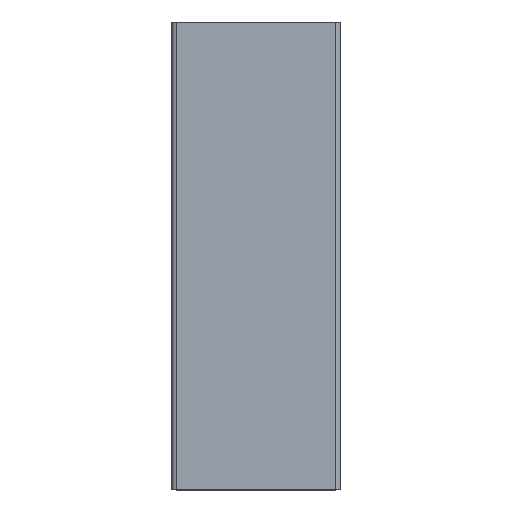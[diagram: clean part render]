
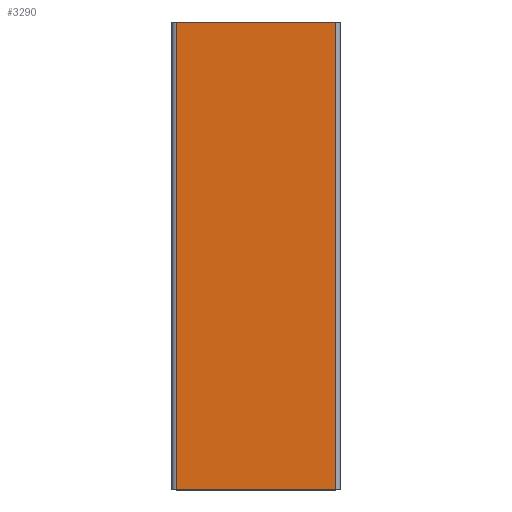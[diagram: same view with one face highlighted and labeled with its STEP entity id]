
A CAD part, top view. The second image highlights one B-rep face of the part: STEP entity #3290.
In plain terms, the highlighted planar face has unit normal (0, 0, 1).
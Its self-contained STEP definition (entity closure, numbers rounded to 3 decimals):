
#308=FACE_OUTER_BOUND('',#467,.T.);
#467=EDGE_LOOP('',(#2686,#2687,#2688,#2689));
#886=LINE('',#5333,#1281);
#887=LINE('',#5336,#1282);
#888=LINE('',#5338,#1283);
#889=LINE('',#5339,#1284);
#1281=VECTOR('',#4384,10.);
#1282=VECTOR('',#4387,10.);
#1283=VECTOR('',#4388,10.);
#1284=VECTOR('',#4389,10.);
#1595=VERTEX_POINT('',#5329);
#1596=VERTEX_POINT('',#5331);
#1597=VERTEX_POINT('',#5335);
#1598=VERTEX_POINT('',#5337);
#2062=EDGE_CURVE('',#1595,#1596,#886,.T.);
#2063=EDGE_CURVE('',#1595,#1597,#887,.T.);
#2064=EDGE_CURVE('',#1598,#1596,#888,.T.);
#2065=EDGE_CURVE('',#1597,#1598,#889,.T.);
#2686=ORIENTED_EDGE('',*,*,#2063,.F.);
#2687=ORIENTED_EDGE('',*,*,#2062,.T.);
#2688=ORIENTED_EDGE('',*,*,#2064,.F.);
#2689=ORIENTED_EDGE('',*,*,#2065,.F.);
#3133=PLANE('',#3535);
#3290=ADVANCED_FACE('',(#308),#3133,.T.);
#3535=AXIS2_PLACEMENT_3D('',#5334,#4385,#4386);
#4384=DIRECTION('',(0.,1.,0.));
#4385=DIRECTION('center_axis',(0.,0.,1.));
#4386=DIRECTION('ref_axis',(1.,0.,0.));
#4387=DIRECTION('',(-1.,0.,0.));
#4388=DIRECTION('',(1.,0.,0.));
#4389=DIRECTION('',(0.,1.,0.));
#5329=CARTESIAN_POINT('',(87.5,0.,45.));
#5331=CARTESIAN_POINT('',(87.5,250.,45.));
#5333=CARTESIAN_POINT('',(87.5,0.,45.));
#5334=CARTESIAN_POINT('Origin',(2.5,0.,45.));
#5335=CARTESIAN_POINT('',(2.5,0.,45.));
#5336=CARTESIAN_POINT('',(87.5,0.,45.));
#5337=CARTESIAN_POINT('',(2.5,250.,45.));
#5338=CARTESIAN_POINT('',(87.5,250.,45.));
#5339=CARTESIAN_POINT('',(2.5,0.,45.));
